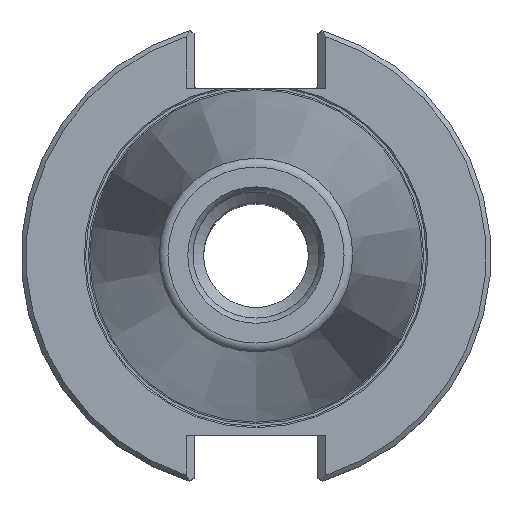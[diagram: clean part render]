
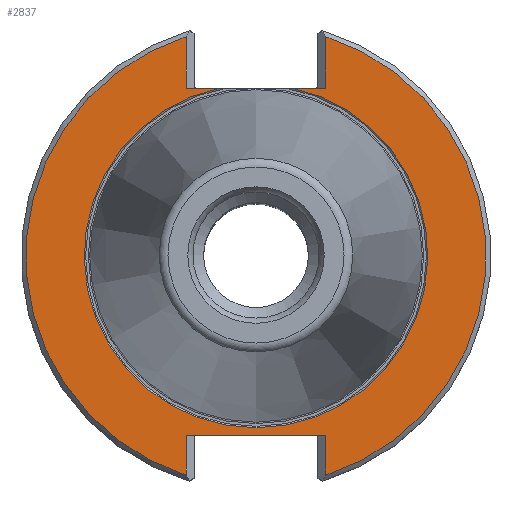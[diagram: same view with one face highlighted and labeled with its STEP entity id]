
A CAD part, top view. The second image highlights one B-rep face of the part: STEP entity #2837.
In plain terms, the highlighted planar face has unit normal (0, 0, 1).
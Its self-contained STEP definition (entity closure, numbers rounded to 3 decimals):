
#89=LINE('',#4219,#188);
#91=LINE('',#4223,#190);
#109=LINE('',#4280,#208);
#111=LINE('',#4299,#210);
#112=LINE('',#4300,#211);
#113=LINE('',#4302,#212);
#114=LINE('',#4303,#213);
#188=VECTOR('',#3518,1000.);
#190=VECTOR('',#3522,1000.);
#208=VECTOR('',#3580,1000.);
#210=VECTOR('',#3592,1000.);
#211=VECTOR('',#3593,1000.);
#212=VECTOR('',#3594,1000.);
#213=VECTOR('',#3595,1000.);
#662=ORIENTED_EDGE('',*,*,#1019,.F.);
#663=ORIENTED_EDGE('',*,*,#1025,.F.);
#664=ORIENTED_EDGE('',*,*,#1023,.F.);
#665=ORIENTED_EDGE('',*,*,#1026,.F.);
#666=ORIENTED_EDGE('',*,*,#1027,.T.);
#667=ORIENTED_EDGE('',*,*,#966,.T.);
#668=ORIENTED_EDGE('',*,*,#989,.T.);
#669=ORIENTED_EDGE('',*,*,#1028,.F.);
#670=ORIENTED_EDGE('',*,*,#991,.F.);
#671=ORIENTED_EDGE('',*,*,#962,.T.);
#962=EDGE_CURVE('',#1185,#1186,#1344,.T.);
#966=EDGE_CURVE('',#1188,#1187,#1348,.T.);
#989=EDGE_CURVE('',#1187,#1203,#89,.T.);
#991=EDGE_CURVE('',#1185,#1204,#91,.T.);
#1019=EDGE_CURVE('',#1222,#1186,#109,.T.);
#1023=EDGE_CURVE('',#1225,#1226,#1359,.T.);
#1025=EDGE_CURVE('',#1226,#1222,#111,.T.);
#1026=EDGE_CURVE('',#1227,#1225,#112,.T.);
#1027=EDGE_CURVE('',#1227,#1188,#113,.T.);
#1028=EDGE_CURVE('',#1204,#1203,#114,.T.);
#1185=VERTEX_POINT('',#4166);
#1186=VERTEX_POINT('',#4167);
#1187=VERTEX_POINT('',#4172);
#1188=VERTEX_POINT('',#4174);
#1203=VERTEX_POINT('',#4220);
#1204=VERTEX_POINT('',#4224);
#1222=VERTEX_POINT('',#4279);
#1225=VERTEX_POINT('',#4291);
#1226=VERTEX_POINT('',#4293);
#1227=VERTEX_POINT('',#4301);
#1344=CIRCLE('',#3020,48.215);
#1348=CIRCLE('',#3025,48.215);
#1359=CIRCLE('',#3065,36.);
#1502=EDGE_LOOP('',(#662,#663,#664,#665,#666,#667,#668,#669,#670,#671));
#1696=FACE_BOUND('',#1502,.T.);
#1830=PLANE('',#3066);
#2837=ADVANCED_FACE('',(#1696),#1830,.T.);
#3020=AXIS2_PLACEMENT_3D('',#4165,#3461,#3462);
#3025=AXIS2_PLACEMENT_3D('',#4173,#3471,#3472);
#3065=AXIS2_PLACEMENT_3D('',#4292,#3588,#3589);
#3066=AXIS2_PLACEMENT_3D('',#4298,#3590,#3591);
#3461=DIRECTION('',(0.,0.,1.));
#3462=DIRECTION('',(0.,-1.,0.));
#3471=DIRECTION('',(0.,0.,1.));
#3472=DIRECTION('',(0.,-1.,0.));
#3518=DIRECTION('',(0.,1.,0.));
#3522=DIRECTION('',(0.,1.,0.));
#3580=DIRECTION('',(0.,1.,0.));
#3588=DIRECTION('',(0.,0.,1.));
#3589=DIRECTION('',(0.,-1.,0.));
#3590=DIRECTION('',(0.,0.,1.));
#3591=DIRECTION('',(0.,-1.,0.));
#3592=DIRECTION('',(1.,0.,0.));
#3593=DIRECTION('',(1.,0.,0.));
#3594=DIRECTION('',(0.,1.,0.));
#3595=DIRECTION('',(-1.,0.,0.));
#4165=CARTESIAN_POINT('',(0.,0.,-1.5));
#4166=CARTESIAN_POINT('',(14.655,-45.934,-1.5));
#4167=CARTESIAN_POINT('',(14.655,45.934,-1.5));
#4172=CARTESIAN_POINT('',(-14.655,-45.934,-1.5));
#4173=CARTESIAN_POINT('',(0.,0.,-1.5));
#4174=CARTESIAN_POINT('',(-14.655,45.934,-1.5));
#4219=CARTESIAN_POINT('',(-14.655,-231.047,-1.5));
#4220=CARTESIAN_POINT('',(-14.655,-37.57,-1.5));
#4223=CARTESIAN_POINT('',(14.655,-231.047,-1.5));
#4224=CARTESIAN_POINT('',(14.655,-37.57,-1.5));
#4279=CARTESIAN_POINT('',(14.655,35.16,-1.5));
#4280=CARTESIAN_POINT('',(14.655,228.637,-1.5));
#4291=CARTESIAN_POINT('',(-7.731,35.16,-1.5));
#4292=CARTESIAN_POINT('',(0.,0.,-1.5));
#4293=CARTESIAN_POINT('',(7.731,35.16,-1.5));
#4298=CARTESIAN_POINT('',(35.144,0.,-1.5));
#4299=CARTESIAN_POINT('',(12.955,35.16,-1.5));
#4300=CARTESIAN_POINT('',(12.955,35.16,-1.5));
#4301=CARTESIAN_POINT('',(-14.655,35.16,-1.5));
#4302=CARTESIAN_POINT('',(-14.655,228.637,-1.5));
#4303=CARTESIAN_POINT('',(-12.955,-37.57,-1.5));
